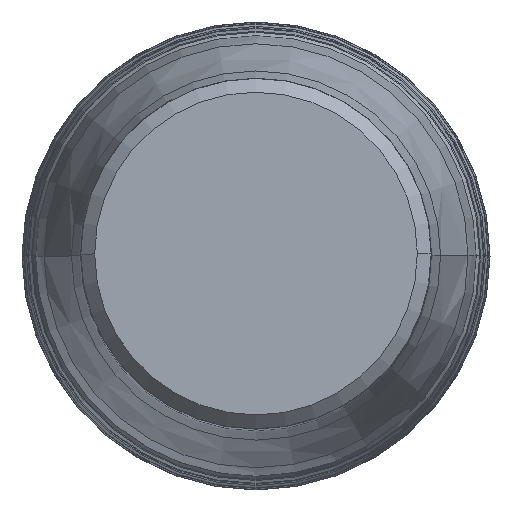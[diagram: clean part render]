
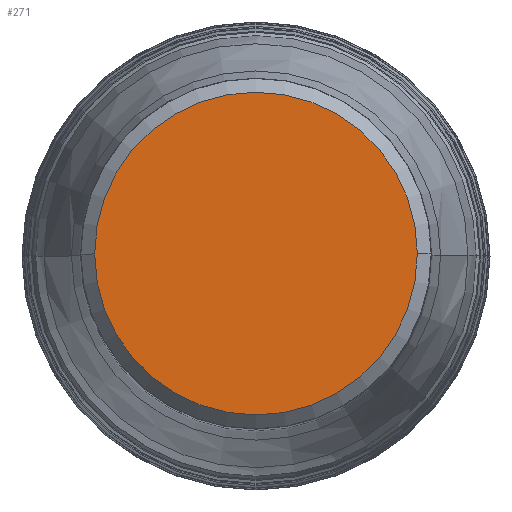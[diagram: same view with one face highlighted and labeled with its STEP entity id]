
A CAD part, top view. The second image highlights one B-rep face of the part: STEP entity #271.
In plain terms, the highlighted planar face has unit normal (0, 0, 1).
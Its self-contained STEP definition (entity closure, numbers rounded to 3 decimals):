
#55=PLANE('',#2483);
#271=ADVANCED_FACE('',(#455),#55,.F.);
#455=FACE_OUTER_BOUND('',#589,.T.);
#589=EDGE_LOOP('',(#1082,#1083,#1084,#1085));
#1082=ORIENTED_EDGE('',*,*,#1551,.F.);
#1083=ORIENTED_EDGE('',*,*,#1550,.T.);
#1084=ORIENTED_EDGE('',*,*,#1548,.T.);
#1085=ORIENTED_EDGE('',*,*,#1547,.F.);
#1290=VERTEX_POINT('',#4622);
#1291=VERTEX_POINT('',#4624);
#1292=VERTEX_POINT('',#4626);
#1293=VERTEX_POINT('',#4630);
#1547=EDGE_CURVE('',#1290,#1291,#1865,.T.);
#1548=EDGE_CURVE('',#1292,#1291,#1866,.T.);
#1550=EDGE_CURVE('',#1293,#1292,#1867,.T.);
#1551=EDGE_CURVE('',#1293,#1290,#1868,.T.);
#1865=CIRCLE('',#2477,17.515);
#1866=CIRCLE('',#2478,17.515);
#1867=CIRCLE('',#2480,17.515);
#1868=CIRCLE('',#2481,17.515);
#2477=AXIS2_PLACEMENT_3D('',#4623,#3149,#3150);
#2478=AXIS2_PLACEMENT_3D('',#4625,#3151,#3152);
#2480=AXIS2_PLACEMENT_3D('',#4629,#3156,#3157);
#2481=AXIS2_PLACEMENT_3D('',#4631,#3158,#3159);
#2483=AXIS2_PLACEMENT_3D('',#4633,#3162,#3163);
#3149=DIRECTION('',(0.,0.,-1.));
#3150=DIRECTION('',(-1.,0.,0.));
#3151=DIRECTION('',(0.,0.,1.));
#3152=DIRECTION('',(-1.,0.,0.));
#3156=DIRECTION('',(0.,0.,1.));
#3157=DIRECTION('',(1.,0.,0.));
#3158=DIRECTION('',(0.,0.,-1.));
#3159=DIRECTION('',(1.,0.,0.));
#3162=DIRECTION('',(0.,0.,-1.));
#3163=DIRECTION('',(1.,0.002,0.));
#4622=CARTESIAN_POINT('',(-17.515,-0.043,0.));
#4623=CARTESIAN_POINT('',(0.,0.,0.));
#4624=CARTESIAN_POINT('',(-17.515,0.,0.));
#4625=CARTESIAN_POINT('',(0.,0.,0.));
#4626=CARTESIAN_POINT('',(17.515,0.043,0.));
#4629=CARTESIAN_POINT('',(0.,0.,0.));
#4630=CARTESIAN_POINT('',(17.515,0.,0.));
#4631=CARTESIAN_POINT('',(0.,0.,0.));
#4633=CARTESIAN_POINT('',(0.,0.,0.));
